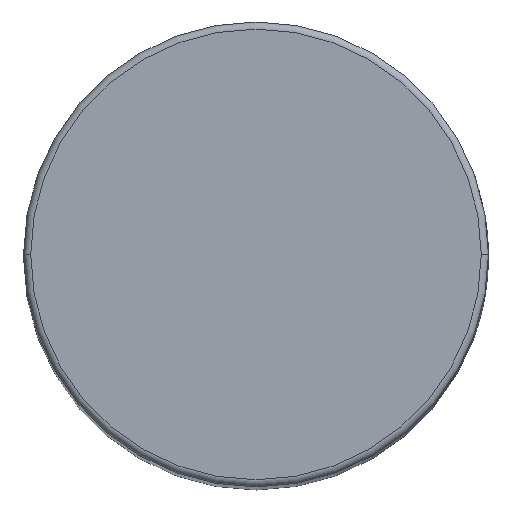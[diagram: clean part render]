
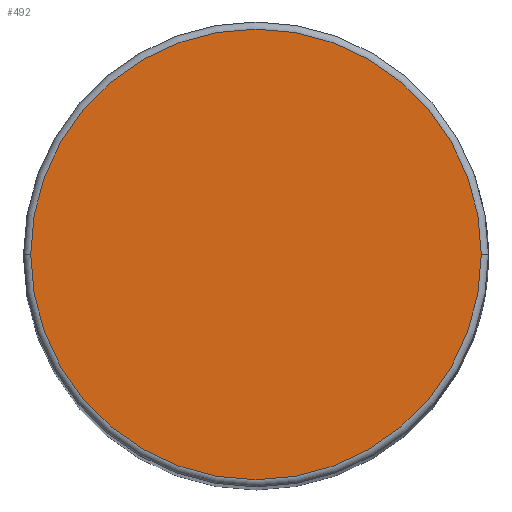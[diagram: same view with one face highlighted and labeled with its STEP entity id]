
A CAD part, top view. The second image highlights one B-rep face of the part: STEP entity #492.
In plain terms, the highlighted planar face has unit normal (0, 0, 1).
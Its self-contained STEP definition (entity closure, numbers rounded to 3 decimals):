
#262=CARTESIAN_POINT('',(0.,0.,25.));
#263=DIRECTION('',(0.,0.,1.));
#264=DIRECTION('',(-1.,0.,0.));
#265=AXIS2_PLACEMENT_3D('',#262,#263,#264);
#270=CARTESIAN_POINT('',(0.,0.,25.));
#271=DIRECTION('',(0.,0.,1.));
#272=DIRECTION('',(1.,0.,0.));
#273=AXIS2_PLACEMENT_3D('',#270,#271,#272);
#304=CARTESIAN_POINT('',(-3.15,0.,25.));
#305=CARTESIAN_POINT('',(3.15,0.,25.));
#306=VERTEX_POINT('',#304);
#307=VERTEX_POINT('',#305);
#482=CARTESIAN_POINT('',(0.,0.,25.));
#483=DIRECTION('',(0.,0.,1.));
#484=DIRECTION('',(1.,0.,0.));
#485=AXIS2_PLACEMENT_3D('',#482,#483,#484);
#486=PLANE('',#485);
#487=ORIENTED_EDGE('',*,*,#472,.F.);
#489=ORIENTED_EDGE('',*,*,#488,.F.);
#490=EDGE_LOOP('',(#487,#489));
#491=FACE_OUTER_BOUND('',#490,.F.);
#492=ADVANCED_FACE('',(#491),#486,.T.);
#266=CIRCLE('',#265,3.15);
#274=CIRCLE('',#273,3.15);
#472=EDGE_CURVE('',#306,#307,#266,.T.);
#488=EDGE_CURVE('',#307,#306,#274,.T.);
